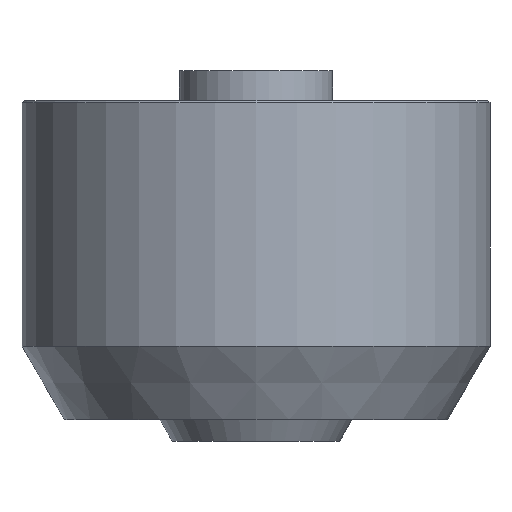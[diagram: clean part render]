
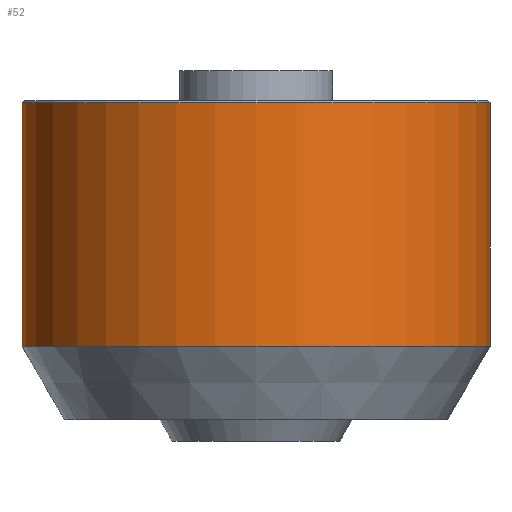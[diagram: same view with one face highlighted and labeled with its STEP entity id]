
A CAD part, front view. The second image highlights one B-rep face of the part: STEP entity #52.
In plain terms, the highlighted cylindrical face has radius 55 mm (diameter 110 mm), a full revolution.
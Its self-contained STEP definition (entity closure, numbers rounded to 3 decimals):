
#37=CYLINDRICAL_SURFACE('',#199,55.);
#52=ADVANCED_FACE('',(#73,#74),#37,.T.);
#73=FACE_BOUND('',#93,.T.);
#74=FACE_BOUND('',#94,.T.);
#93=EDGE_LOOP('',(#113));
#94=EDGE_LOOP('',(#114));
#113=ORIENTED_EDGE('',*,*,#136,.T.);
#114=ORIENTED_EDGE('',*,*,#135,.F.);
#125=VERTEX_POINT('',#283);
#126=VERTEX_POINT('',#286);
#135=EDGE_CURVE('',#125,#125,#145,.T.);
#136=EDGE_CURVE('',#126,#126,#146,.T.);
#145=CIRCLE('',#196,55.);
#146=CIRCLE('',#198,55.);
#196=AXIS2_PLACEMENT_3D('',#282,#241,#242);
#198=AXIS2_PLACEMENT_3D('',#285,#245,#246);
#199=AXIS2_PLACEMENT_3D('',#287,#247,#248);
#241=DIRECTION('',(0.,0.,1.));
#242=DIRECTION('',(1.,0.,0.));
#245=DIRECTION('',(0.,0.,1.));
#246=DIRECTION('',(1.,0.,0.));
#247=DIRECTION('',(0.,0.,1.));
#248=DIRECTION('',(-1.,0.,0.));
#282=CARTESIAN_POINT('',(0.,0.,9.5));
#283=CARTESIAN_POINT('',(55.,0.,9.5));
#285=CARTESIAN_POINT('',(0.,0.,-47.68));
#286=CARTESIAN_POINT('',(55.,0.,-47.68));
#287=CARTESIAN_POINT('',(0.,0.,-70.));
